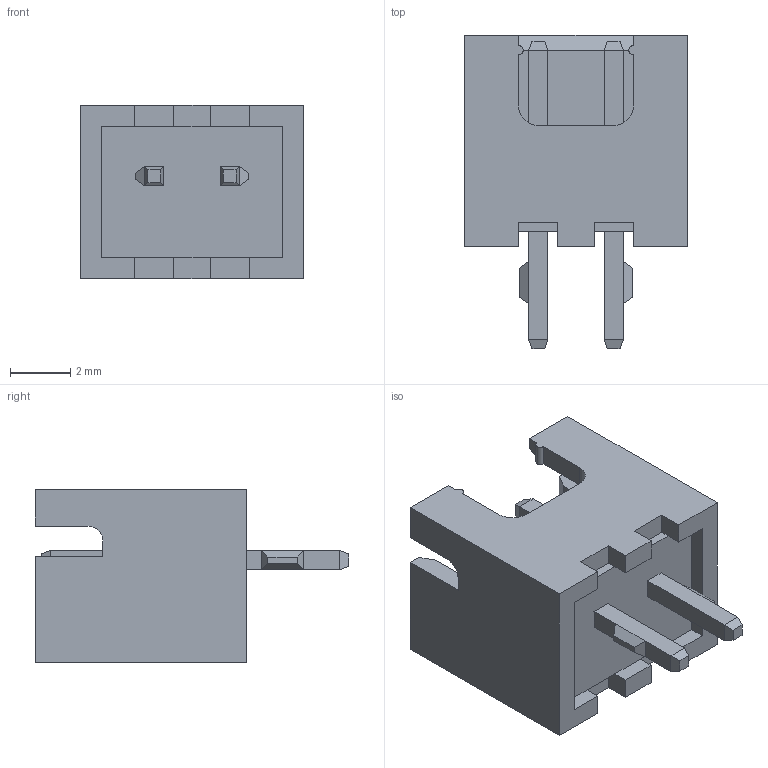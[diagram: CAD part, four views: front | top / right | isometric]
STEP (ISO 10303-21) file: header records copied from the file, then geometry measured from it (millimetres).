
FILE_DESCRIPTION (( 'STEP AP214' ), '1' );
FILE_NAME ('B2B-XH-A (LF)(SN).STEP', '2023-11-14T13:41:51', ( '' ), ( '' ), 'SwSTEP 2.0', 'SolidWorks 2021', '' );
FILE_SCHEMA (( 'AUTOMOTIVE_DESIGN' ));
Length unit declared in the file: millimetre
Products named in the file (2): BxB-XH-A_02; B2B-XH-A (LF)(SN)
Assembly tree (1 placements, depth 2):
  B2B-XH-A (LF)(SN)
    BxB-XH-A_02
Bounding box: 7.4 x 10.4 x 5.75 mm (x, y, z)
Volume: 126.4 mm3; surface area: 430.1 mm2
Topology: 3 solids, 3 shells, 114 faces, 288 edges, 180 vertices
Faces by surface type: plane 107, cylinder 7
Entity records: 3409 total; most frequent: CARTESIAN_POINT 595, ORIENTED_EDGE 576, DIRECTION 534, EDGE_CURVE 288, LINE 272, VECTOR 272, VERTEX_POINT 180, AXIS2_PLACEMENT_3D 131
